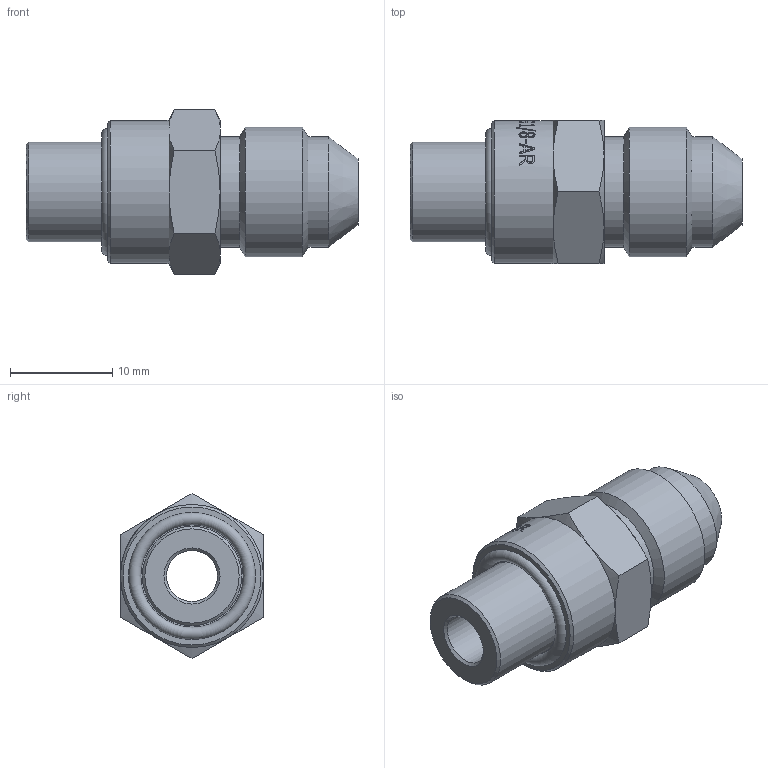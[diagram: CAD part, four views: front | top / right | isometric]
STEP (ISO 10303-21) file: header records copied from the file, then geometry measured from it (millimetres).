
FILE_DESCRIPTION(/* description */ ('ADAPTADOR'),/* implementation_level */ '2;1');
FILE_NAME(/* name */ 'PNK-J1-2-G1-8-AR.stp',/* time_stamp */ '2025-02-11T09:04:47-03:00',/* author */ ('Jefferson'),/* organization */ (''),/* preprocessor_version */ 'ST-DEVELOPER v19',/* originating_system */ 'Autodesk Inventor 2023',/* authorisation */ '');
FILE_SCHEMA (('AUTOMOTIVE_DESIGN { 1 0 10303 214 3 1 1 }'));
Length unit declared in the file: millimetre
Products named in the file (1): PNK-J1-2-G1-8-ARR
Bounding box: 32.5 x 14 x 16.17 mm (x, y, z)
Volume: 3102.5 mm3; surface area: 2044.3 mm2
Topology: 1 solids, 1 shells, 237 faces, 614 edges, 403 vertices
Faces by surface type: plane 106, bspline 85, cylinder 27, cone 18, torus 1
Full cylindrical faces by diameter (mm): 5 x1, 9.728 x1, 10.82 x2, 12.7 x1, 14 x1
Entity records: 9225 total; most frequent: CARTESIAN_POINT 3880, ORIENTED_EDGE 1228, DIRECTION 864, EDGE_CURVE 614, VERTEX_POINT 403, AXIS2_PLACEMENT_3D 291, LINE 282, VECTOR 282
